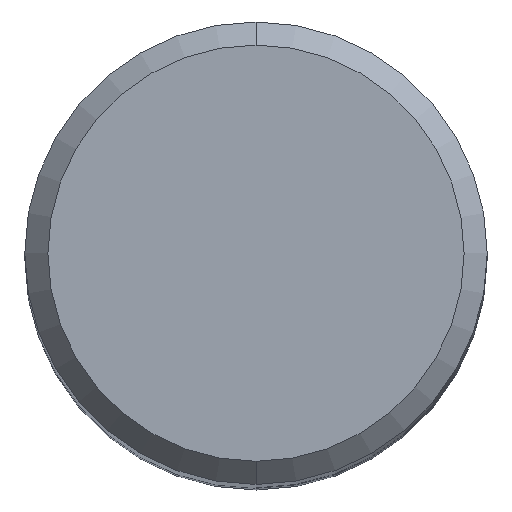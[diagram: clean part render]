
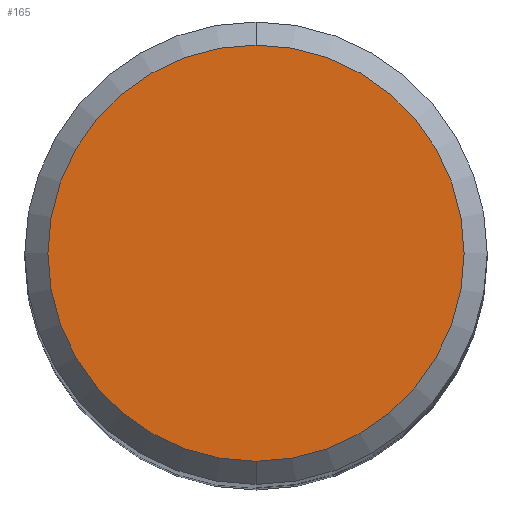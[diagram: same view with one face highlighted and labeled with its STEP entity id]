
A CAD part, top view. The second image highlights one B-rep face of the part: STEP entity #165.
In plain terms, the highlighted planar face has unit normal (0, 0, 1).
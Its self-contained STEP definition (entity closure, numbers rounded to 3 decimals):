
#147=VERTEX_POINT('',#356);
#165=ADVANCED_FACE('',(#375),#376,.T.);
#175=EDGE_CURVE('',#147,#191,#387,.T.);
#191=VERTEX_POINT('',#406);
#241=EDGE_CURVE('',#191,#147,#460,.T.);
#356=CARTESIAN_POINT('',(0.0,5.4,0.0));
#375=FACE_OUTER_BOUND('',#608,.T.);
#376=PLANE('',#609);
#387=CIRCLE('',#624,5.4);
#406=CARTESIAN_POINT('',(0.,-5.4,0.0));
#460=CIRCLE('',#717,5.4);
#608=EDGE_LOOP('',(#875,#876));
#609=AXIS2_PLACEMENT_3D('',#877,#878,#879);
#624=AXIS2_PLACEMENT_3D('',#897,#898,#899);
#717=AXIS2_PLACEMENT_3D('',#979,#980,#981);
#875=ORIENTED_EDGE('',*,*,#175,.F.);
#876=ORIENTED_EDGE('',*,*,#241,.F.);
#877=CARTESIAN_POINT('',(0.0,2.7,0.0));
#878=DIRECTION('',(-0.0,0.0,1.0));
#879=DIRECTION('',(0.0,-1.0,0.0));
#897=CARTESIAN_POINT('',(0.0,0.0,0.0));
#898=DIRECTION('',(0.0,0.0,-1.0));
#899=DIRECTION('',(0.0,1.0,0.0));
#979=CARTESIAN_POINT('',(0.0,0.0,0.0));
#980=DIRECTION('',(0.0,0.0,-1.0));
#981=DIRECTION('',(0.0,1.0,0.0));
